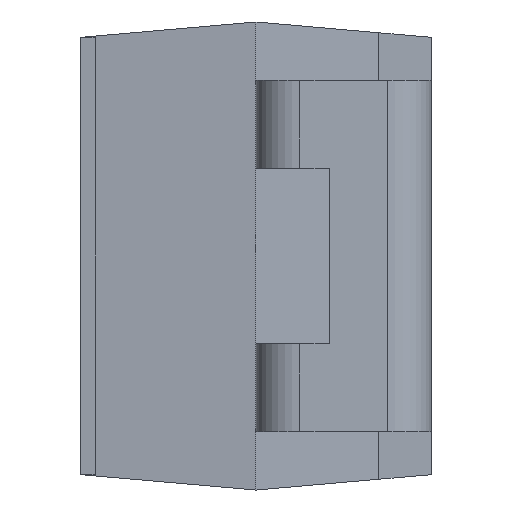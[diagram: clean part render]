
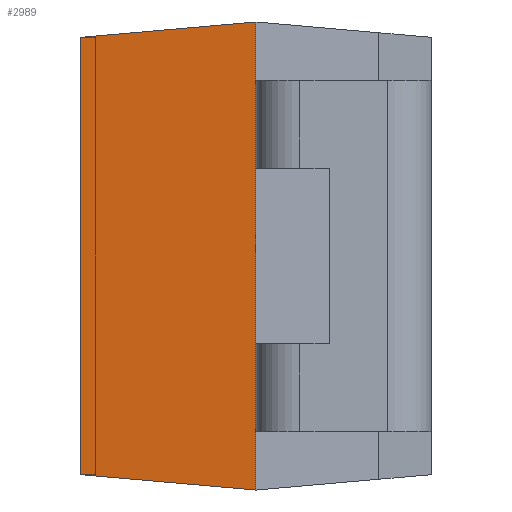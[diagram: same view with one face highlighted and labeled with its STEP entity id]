
A CAD part, left-side view. The second image highlights one B-rep face of the part: STEP entity #2989.
In plain terms, the highlighted planar face has unit normal (-0.996, 0.087, 0).
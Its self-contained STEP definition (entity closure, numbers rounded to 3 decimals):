
#26 = VERTEX_POINT ( 'NONE', #795 ) ;
#27 = VERTEX_POINT ( 'NONE', #2521 ) ;
#103 = EDGE_LOOP ( 'NONE', ( #2178, #2765, #2644, #533 ) ) ;
#210 = DIRECTION ( 'NONE',  ( -0.996, 0.087, 0. ) ) ;
#227 = EDGE_CURVE ( 'NONE', #2355, #27, #1622, .T. ) ;
#371 = EDGE_CURVE ( 'NONE', #26, #2355, #799, .T. ) ;
#385 = CARTESIAN_POINT ( 'NONE',  ( -1.42, 0.6, 0.8 ) ) ;
#516 = CARTESIAN_POINT ( 'NONE',  ( -1.368, 1.2, 0.748 ) ) ;
#533 = ORIENTED_EDGE ( 'NONE', *, *, #1425, .F. ) ;
#581 = VERTEX_POINT ( 'NONE', #516 ) ;
#583 = CARTESIAN_POINT ( 'NONE',  ( -1.408, 0.738, -0.788 ) ) ;
#795 = CARTESIAN_POINT ( 'NONE',  ( -1.368, 1.2, -0.748 ) ) ;
#799 = LINE ( 'NONE', #583, #2339 ) ;
#1369 = VECTOR ( 'NONE', #2210, 1000. ) ;
#1425 = EDGE_CURVE ( 'NONE', #581, #27, #2461, .T. ) ;
#1428 = DIRECTION ( 'NONE',  ( -0.087, -0.996, 0. ) ) ;
#1460 = PLANE ( 'NONE',  #2019 ) ;
#1488 = EDGE_CURVE ( 'NONE', #26, #581, #2972, .T. ) ;
#1622 = LINE ( 'NONE', #385, #1987 ) ;
#1970 = FACE_OUTER_BOUND ( 'NONE', #103, .T. ) ;
#1987 = VECTOR ( 'NONE', #2316, 1000. ) ;
#2019 = AXIS2_PLACEMENT_3D ( 'NONE', #3130, #210, #1428 ) ;
#2088 = CARTESIAN_POINT ( 'NONE',  ( -1.42, 0.6, -0.8 ) ) ;
#2178 = ORIENTED_EDGE ( 'NONE', *, *, #1488, .F. ) ;
#2210 = DIRECTION ( 'NONE',  ( 0., 0., 1. ) ) ;
#2316 = DIRECTION ( 'NONE',  ( 0., 0., 1. ) ) ;
#2318 = DIRECTION ( 'NONE',  ( -0.087, -0.992, -0.087 ) ) ;
#2339 = VECTOR ( 'NONE', #2318, 1000. ) ;
#2355 = VERTEX_POINT ( 'NONE', #2088 ) ;
#2461 = LINE ( 'NONE', #2945, #3133 ) ;
#2521 = CARTESIAN_POINT ( 'NONE',  ( -1.42, 0.6, 0.8 ) ) ;
#2644 = ORIENTED_EDGE ( 'NONE', *, *, #227, .T. ) ;
#2697 = CARTESIAN_POINT ( 'NONE',  ( -1.368, 1.2, 0.8 ) ) ;
#2743 = DIRECTION ( 'NONE',  ( -0.087, -0.992, 0.087 ) ) ;
#2765 = ORIENTED_EDGE ( 'NONE', *, *, #371, .T. ) ;
#2945 = CARTESIAN_POINT ( 'NONE',  ( -1.42, 0.6, 0.8 ) ) ;
#2972 = LINE ( 'NONE', #2697, #1369 ) ;
#2989 = ADVANCED_FACE ( 'NONE', ( #1970 ), #1460, .T. ) ;
#3130 = CARTESIAN_POINT ( 'NONE',  ( -1.42, 0.6, 0.8 ) ) ;
#3133 = VECTOR ( 'NONE', #2743, 1000. ) ;
